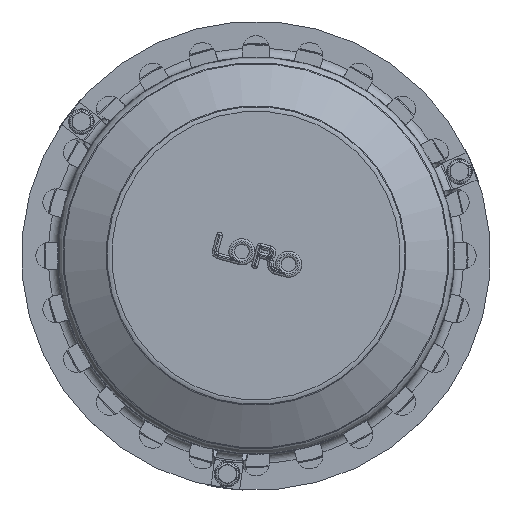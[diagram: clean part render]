
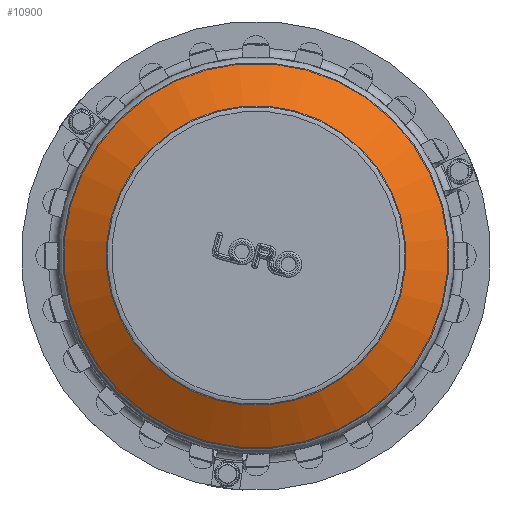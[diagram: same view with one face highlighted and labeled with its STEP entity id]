
A CAD part, top view. The second image highlights one B-rep face of the part: STEP entity #10900.
In plain terms, the highlighted conical face has half-angle 59.744 degrees and reference radius 950.348 mm.
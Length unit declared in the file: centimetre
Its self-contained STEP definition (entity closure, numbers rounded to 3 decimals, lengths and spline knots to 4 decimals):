
#1622=FACE_OUTER_BOUND('',#2398,.T.);
#2398=EDGE_LOOP('',(#8956,#8957,#8958,#8959,#8960,#8961));
#3191=CIRCLE('',#13456,107.0232);
#3192=CIRCLE('',#13457,107.0232);
#3194=CIRCLE('',#13460,83.0464);
#3195=CIRCLE('',#13461,83.0464);
#4257=VERTEX_POINT('',#25194);
#4258=VERTEX_POINT('',#25196);
#4259=VERTEX_POINT('',#25201);
#4260=VERTEX_POINT('',#25203);
#5923=EDGE_CURVE('',#4257,#4258,#3191,.T.);
#5924=EDGE_CURVE('',#4258,#4257,#3192,.T.);
#5926=EDGE_CURVE('',#4258,#4259,#11647,.T.);
#5927=EDGE_CURVE('',#4259,#4260,#3194,.T.);
#5928=EDGE_CURVE('',#4260,#4259,#3195,.T.);
#8956=ORIENTED_EDGE('',*,*,#5923,.F.);
#8957=ORIENTED_EDGE('',*,*,#5924,.F.);
#8958=ORIENTED_EDGE('',*,*,#5926,.T.);
#8959=ORIENTED_EDGE('',*,*,#5927,.T.);
#8960=ORIENTED_EDGE('',*,*,#5928,.T.);
#8961=ORIENTED_EDGE('',*,*,#5926,.F.);
#10296=CONICAL_SURFACE('',#13459,95.0348,1.043);
#10900=ADVANCED_FACE('',(#1622),#10296,.T.);
#11647=LINE('',#25202,#12270);
#12270=VECTOR('',#16465,95.0348);
#13456=AXIS2_PLACEMENT_3D('',#25197,#16457,#16458);
#13457=AXIS2_PLACEMENT_3D('',#25198,#16459,#16460);
#13459=AXIS2_PLACEMENT_3D('',#25200,#16463,#16464);
#13460=AXIS2_PLACEMENT_3D('',#25204,#16466,#16467);
#13461=AXIS2_PLACEMENT_3D('',#25205,#16468,#16469);
#16457=DIRECTION('center_axis',(0.,0.,
-1.));
#16458=DIRECTION('ref_axis',(0.966,-0.259,0.));
#16459=DIRECTION('center_axis',(0.,0.,
-1.));
#16460=DIRECTION('ref_axis',(0.966,-0.259,0.));
#16463=DIRECTION('center_axis',(0.,0.,
-1.));
#16464=DIRECTION('ref_axis',(-0.966,0.259,0.));
#16465=DIRECTION('',(-0.834,0.224,0.504));
#16466=DIRECTION('center_axis',(0.,0.,
-1.));
#16467=DIRECTION('ref_axis',(0.966,-0.259,0.));
#16468=DIRECTION('center_axis',(0.,0.,
-1.));
#16469=DIRECTION('ref_axis',(0.966,-0.259,0.));
#25194=CARTESIAN_POINT('',(-28.2311,-103.4266,371.1826));
#25196=CARTESIAN_POINT('',(102.845,-27.7497,371.1826));
#25197=CARTESIAN_POINT('Origin',(-0.5315,-0.0501,
371.1826));
#25198=CARTESIAN_POINT('Origin',(-0.5315,-0.0501,
371.1826));
#25200=CARTESIAN_POINT('Origin',(-0.5315,-0.0501,
378.1759));
#25201=CARTESIAN_POINT('',(79.6852,-21.5441,385.1691));
#25202=CARTESIAN_POINT('',(91.2651,-24.6469,378.1759));
#25203=CARTESIAN_POINT('',(-22.0254,-80.2667,385.1691));
#25204=CARTESIAN_POINT('Origin',(-0.5315,-0.0501,
385.1691));
#25205=CARTESIAN_POINT('Origin',(-0.5315,-0.0501,
385.1691));
